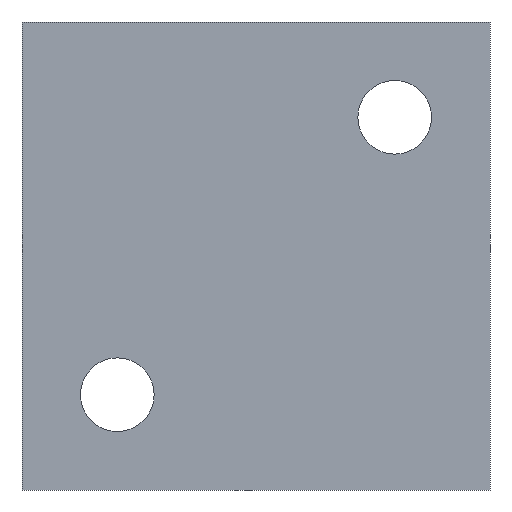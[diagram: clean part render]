
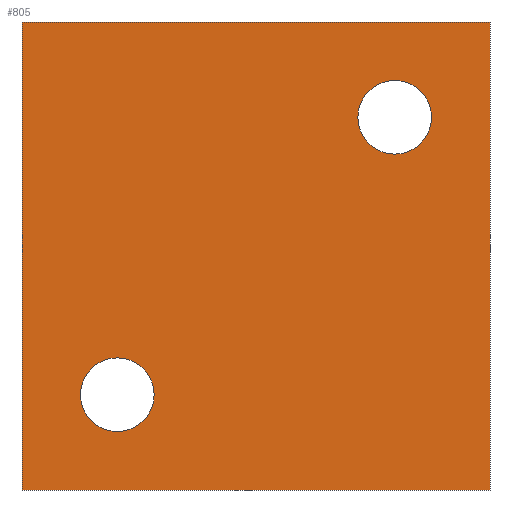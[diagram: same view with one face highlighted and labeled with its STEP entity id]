
A CAD part, front view. The second image highlights one B-rep face of the part: STEP entity #805.
In plain terms, the highlighted planar face has unit normal (0, -1, 0).
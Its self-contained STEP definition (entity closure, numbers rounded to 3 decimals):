
#503=CARTESIAN_POINT('POINT34',(-1.266,0.,-1.));
#504=VERTEX_POINT('VERTEX34',#503);
#511=CARTESIAN_POINT('POINT35',(-0.735,0.,
   -1.));
#512=VERTEX_POINT('VERTEX35',#511);
#513=CARTESIAN_POINT('POS52',(-1.,0.,-1.));
#514=DIRECTION('DIR78',(0.,1.,0.));
#515=DIRECTION('DIR79',(1.,0.,0.));
#516=AXIS2_PLACEMENT_3D('AXIS27',#513,#514,#515);
#517=CIRCLE('ELLIPSE15',#516,0.266);
#518=EDGE_CURVE('EDGE54',#512,#504,#517,.T.);
#538=EDGE_CURVE('EDGE56',#504,#512,#517,.T.);
#543=CARTESIAN_POINT('POINT36',(0.735,0.,1.));
#544=VERTEX_POINT('VERTEX36',#543);
#551=CARTESIAN_POINT('POINT37',(1.266,0.,
   1.));
#552=VERTEX_POINT('VERTEX37',#551);
#553=CARTESIAN_POINT('POS56',(1.,0.,1.));
#554=DIRECTION('DIR84',(0.,1.,0.));
#555=DIRECTION('DIR85',(1.,0.,0.));
#556=AXIS2_PLACEMENT_3D('AXIS29',#553,#554,#555);
#557=CIRCLE('ELLIPSE16',#556,0.266);
#558=EDGE_CURVE('EDGE58',#552,#544,#557,.T.);
#578=EDGE_CURVE('EDGE60',#544,#552,#557,.T.);
#758=CARTESIAN_POINT('POINT52',(1.688,0.,-1.688));
#759=VERTEX_POINT('VERTEX52',#758);
#760=CARTESIAN_POINT('POINT53',(1.688,0.,1.688));
#761=VERTEX_POINT('VERTEX53',#760);
#762=CARTESIAN_POINT('POS73',(1.688,0.,1.688));
#763=DIRECTION('DIR117',(0.,0.,1.));
#764=VECTOR('VEC29',#763,1.);
#765=LINE('STRAIGHT29',#762,#764);
#766=EDGE_CURVE('EDGE75',#759,#761,#765,.T.);
#767=ORIENTED_EDGE('COEDGE131',*,*,#766,.T.);
#768=CARTESIAN_POINT('POINT54',(-1.688,0.,1.688));
#769=VERTEX_POINT('VERTEX54',#768);
#770=CARTESIAN_POINT('POS74',(-1.688,0.,1.688));
#771=DIRECTION('DIR118',(-1.,0.,0.));
#772=VECTOR('VEC30',#771,1.);
#773=LINE('STRAIGHT30',#770,#772);
#774=EDGE_CURVE('EDGE76',#761,#769,#773,.T.);
#775=ORIENTED_EDGE('COEDGE132',*,*,#774,.T.);
#776=CARTESIAN_POINT('POINT55',(-1.688,0.,-1.688));
#777=VERTEX_POINT('VERTEX55',#776);
#778=CARTESIAN_POINT('POS75',(-1.688,0.,-1.688));
#779=DIRECTION('DIR119',(0.,0.,-1.));
#780=VECTOR('VEC31',#779,1.);
#781=LINE('STRAIGHT31',#778,#780);
#782=EDGE_CURVE('EDGE77',#769,#777,#781,.T.);
#783=ORIENTED_EDGE('COEDGE133',*,*,#782,.T.);
#784=CARTESIAN_POINT('POS76',(1.688,0.,-1.688));
#785=DIRECTION('DIR120',(1.,0.,0.));
#786=VECTOR('VEC32',#785,1.);
#787=LINE('STRAIGHT32',#784,#786);
#788=EDGE_CURVE('EDGE78',#777,#759,#787,.T.);
#789=ORIENTED_EDGE('COEDGE134',*,*,#788,.T.);
#790=EDGE_LOOP('NONE',(#767,#775,#783,#789));
#791=FACE_BOUND('LOOP1',#790,.T.);
#792=ORIENTED_EDGE('COEDGE135',*,*,#578,.T.);
#793=ORIENTED_EDGE('COEDGE136',*,*,#558,.T.);
#794=EDGE_LOOP('NONE',(#792,#793));
#795=FACE_BOUND('LOOP1',#794,.T.);
#796=ORIENTED_EDGE('COEDGE137',*,*,#538,.T.);
#797=ORIENTED_EDGE('COEDGE138',*,*,#518,.T.);
#798=EDGE_LOOP('NONE',(#796,#797));
#799=FACE_BOUND('LOOP1',#798,.T.);
#800=CARTESIAN_POINT('POS77',(0.,0.,0.));
#801=DIRECTION('DIR121',(0.,1.,0.));
#802=DIRECTION('DIR122',(1.,0.,0.));
#803=AXIS2_PLACEMENT_3D('AXIS45',#800,#801,#802);
#804=PLANE('PLANE8',#803);
#805=ADVANCED_FACE('FACE36',(#791,#795,#799),#804,.F.);
